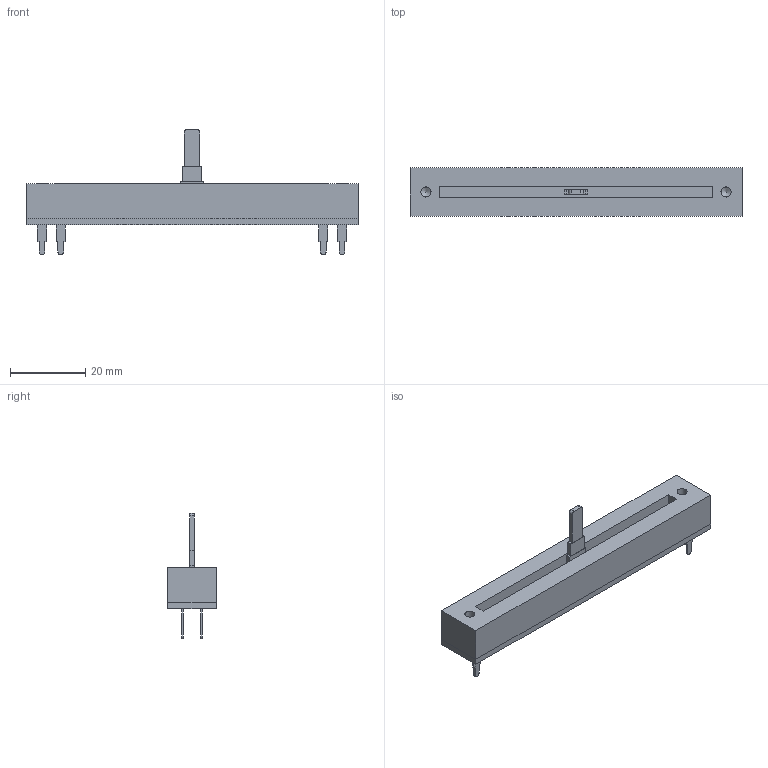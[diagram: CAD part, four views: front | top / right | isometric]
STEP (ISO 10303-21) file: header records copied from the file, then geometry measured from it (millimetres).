
FILE_DESCRIPTION(/* description */ ('STEP AP242','CAx-IF Rec.Pracs.---Representation and Presentation of Product Manufacturing Information (PMI)---4.0---2014-10-13','CAx-IF Rec.Pracs.---3D Tessellated Geometry---0.4---2014-09-14','2;1'),/* implementation_level */ '2;1');
FILE_NAME(/* name */ '660800254a4d307b9bb8430f',/* time_stamp */ '2024-03-30T12:05:58Z',/* author */ (''),/* organization */ (''),/* preprocessor_version */ 'ST-DEVELOPER v19.4',/* originating_system */ ' ',/* authorisation */ ' ');
FILE_SCHEMA (('AP242_MANAGED_MODEL_BASED_3D_ENGINEERING_MIM_LF { 1 0 10303 442 1 1 4 }'));
Length unit declared in the file: metre
Products named in the file (9): Part 5; Main_Body; Substrate; Part 3; Part 4; Part 6; Part 7; Part 8; Part 9
Bounding box: 88.5 x 13 x 33.5 mm (x, y, z)
Volume: 10711.7 mm3; surface area: 8415.7 mm2
Topology: 9 solids, 9 shells, 80 faces, 186 edges, 124 vertices
Faces by surface type: plane 70, cylinder 8, cone 2
Full cylindrical faces by diameter (mm): 2.701 x2
Entity records: 2626 total; most frequent: CARTESIAN_POINT 389, DIRECTION 372, ORIENTED_EDGE 356, EDGE_CURVE 178, LINE 162, VECTOR 162, VERTEX_POINT 122, AXIS2_PLACEMENT_3D 105
